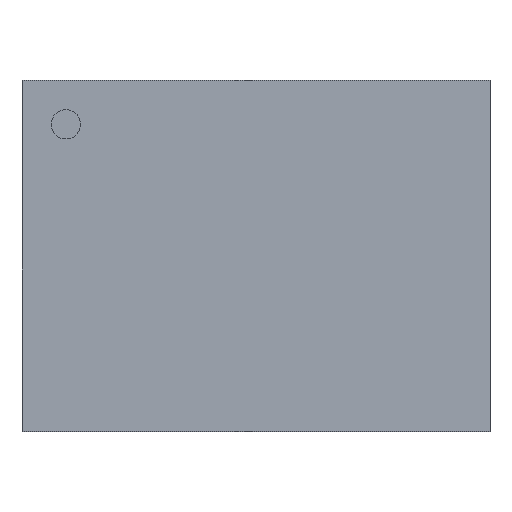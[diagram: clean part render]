
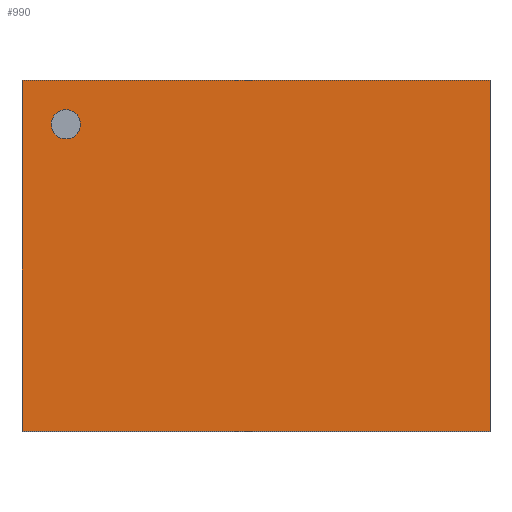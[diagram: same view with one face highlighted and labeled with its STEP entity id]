
A CAD part, top view. The second image highlights one B-rep face of the part: STEP entity #990.
In plain terms, the highlighted planar face has unit normal (0, 0, 1).
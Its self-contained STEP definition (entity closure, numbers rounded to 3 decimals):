
#43=FACE_BOUND('',#171,.T.);
#49=PLANE('',#1093);
#104=FACE_OUTER_BOUND('',#170,.T.);
#170=EDGE_LOOP('',(#723,#724,#725,#726));
#171=EDGE_LOOP('',(#727));
#234=LINE('',#1495,#345);
#237=LINE('',#1501,#348);
#240=LINE('',#1507,#351);
#243=LINE('',#1511,#354);
#345=VECTOR('',#1195,10.);
#348=VECTOR('',#1200,10.);
#351=VECTOR('',#1205,10.);
#354=VECTOR('',#1210,10.);
#453=CIRCLE('',#1086,0.25);
#477=VERTEX_POINT('',#1482);
#481=VERTEX_POINT('',#1492);
#482=VERTEX_POINT('',#1494);
#484=VERTEX_POINT('',#1500);
#486=VERTEX_POINT('',#1506);
#567=EDGE_CURVE('',#477,#477,#453,.T.);
#572=EDGE_CURVE('',#482,#481,#234,.T.);
#575=EDGE_CURVE('',#484,#482,#237,.T.);
#578=EDGE_CURVE('',#486,#484,#240,.T.);
#581=EDGE_CURVE('',#481,#486,#243,.T.);
#723=ORIENTED_EDGE('',*,*,#581,.T.);
#724=ORIENTED_EDGE('',*,*,#578,.T.);
#725=ORIENTED_EDGE('',*,*,#575,.T.);
#726=ORIENTED_EDGE('',*,*,#572,.T.);
#727=ORIENTED_EDGE('',*,*,#567,.T.);
#990=ADVANCED_FACE('',(#104,#43),#49,.T.);
#1086=AXIS2_PLACEMENT_3D('',#1483,#1184,#1185);
#1093=AXIS2_PLACEMENT_3D('',#1512,#1211,#1212);
#1184=DIRECTION('center_axis',(0.,0.,-1.));
#1185=DIRECTION('ref_axis',(-1.,0.,0.));
#1195=DIRECTION('',(0.,1.,0.));
#1200=DIRECTION('',(1.,0.,0.));
#1205=DIRECTION('',(0.,-1.,0.));
#1210=DIRECTION('',(-1.,0.,0.));
#1211=DIRECTION('center_axis',(0.,0.,1.));
#1212=DIRECTION('ref_axis',(1.,0.,0.));
#1482=CARTESIAN_POINT('',(-3.,2.25,0.73));
#1483=CARTESIAN_POINT('Origin',(-3.25,2.25,0.73));
#1492=CARTESIAN_POINT('',(4.,3.,0.73));
#1494=CARTESIAN_POINT('',(4.,-3.,0.73));
#1495=CARTESIAN_POINT('',(4.,3.,0.73));
#1500=CARTESIAN_POINT('',(-4.,-3.,0.73));
#1501=CARTESIAN_POINT('',(4.,-3.,0.73));
#1506=CARTESIAN_POINT('',(-4.,3.,0.73));
#1507=CARTESIAN_POINT('',(-4.,-3.,0.73));
#1511=CARTESIAN_POINT('',(-4.,3.,0.73));
#1512=CARTESIAN_POINT('Origin',(0.,0.,
0.73));
